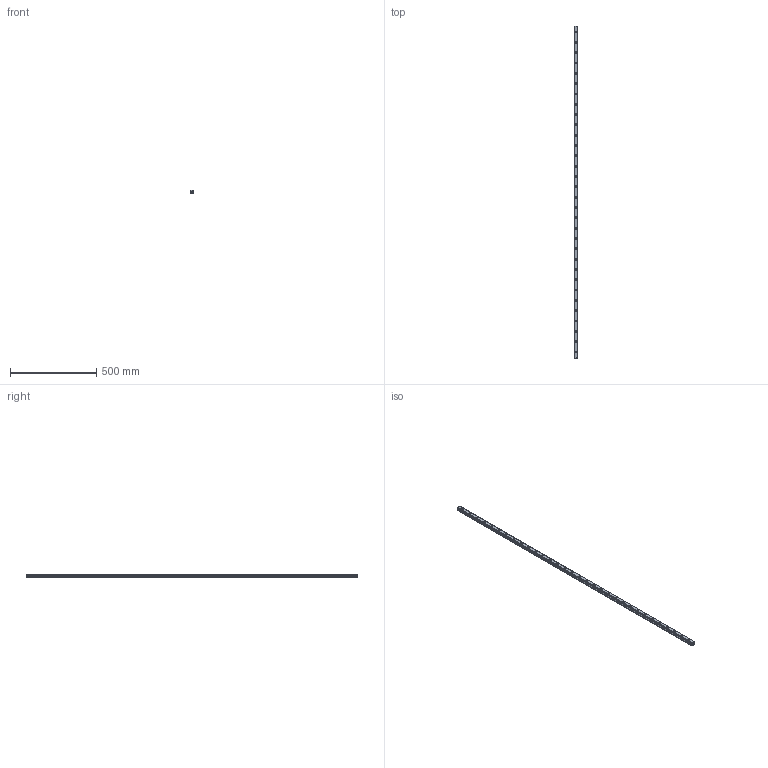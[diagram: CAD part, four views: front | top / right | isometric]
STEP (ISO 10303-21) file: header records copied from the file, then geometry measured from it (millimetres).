
FILE_DESCRIPTION(('STEP AP214'),'1');
FILE_NAME('cctmp_D54462BC-5555-4650-B83F-0A1623D1E57F_2020_6_9_14_25_35_593..stp','2020-06-09T12:25:35',('HIWIN GmbH'),('CADClick - www.CADClick.com'),'Spatial InterOp 3D',' ','unknown authorization');
FILE_SCHEMA(('AUTOMOTIVE_DESIGN'));
Length unit declared in the file: millimetre
Products named in the file (1): HGR25R1930H_FILE
Bounding box: 23 x 1930 x 22 mm (x, y, z)
Volume: 802579.8 mm3; surface area: 198450.5 mm2
Topology: 1 solids, 1 shells, 495 faces, 1275 edges, 850 vertices
Faces by surface type: plane 281, cylinder 214
Entity records: 19397 total; most frequent: DIRECTION 2951, CARTESIAN_POINT 2621, ORIENTED_EDGE 2550, EDGE_CURVE 1275, AXIS2_PLACEMENT_3D 1180, VERTEX_POINT 850, LINE 591, VECTOR 591
